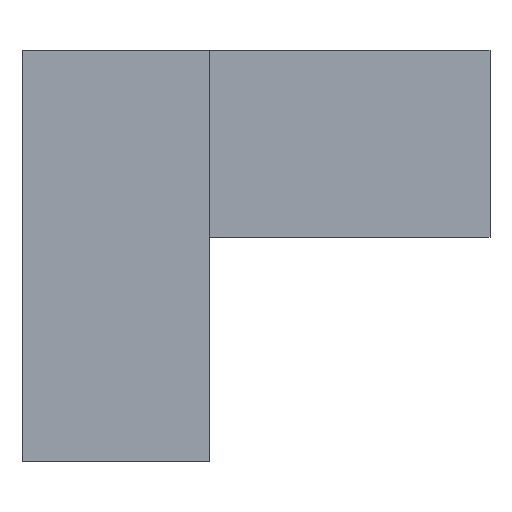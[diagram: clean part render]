
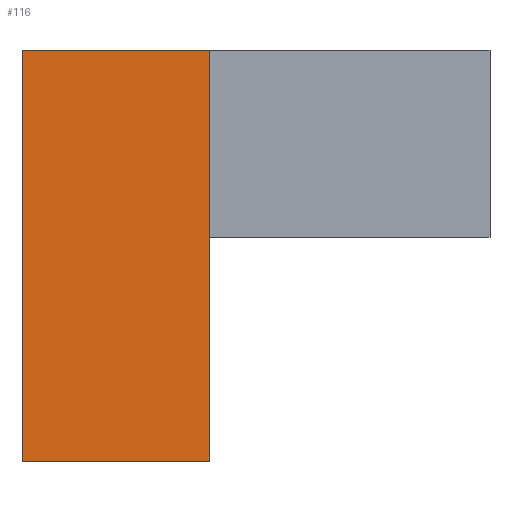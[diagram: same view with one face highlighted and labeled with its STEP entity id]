
A CAD part, front view. The second image highlights one B-rep face of the part: STEP entity #116.
In plain terms, the highlighted planar face has unit normal (0, -1, 0).
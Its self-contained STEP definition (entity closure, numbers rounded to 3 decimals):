
#116=ADVANCED_FACE('',(#266),#268,.T.);
#266=FACE_BOUND('',#267,.T.);
#267=EDGE_LOOP('',(#386,#387,#388,#389));
#268=PLANE('',#269);
#269=AXIS2_PLACEMENT_3D('',#270,#271,#272);
#270=CARTESIAN_POINT('',(0.,-11.,11.));
#271=DIRECTION('',(0.,-1.,0.));
#272=DIRECTION('',(0.,0.,-1.));
#386=ORIENTED_EDGE('',*,*,#460,.T.);
#387=ORIENTED_EDGE('',*,*,#454,.T.);
#388=ORIENTED_EDGE('',*,*,#438,.F.);
#389=ORIENTED_EDGE('',*,*,#458,.F.);
#438=EDGE_CURVE('',#482,#484,#485,.T.);
#454=EDGE_CURVE('',#511,#484,#512,.T.);
#458=EDGE_CURVE('',#517,#482,#519,.T.);
#460=EDGE_CURVE('',#517,#511,#521,.T.);
#482=VERTEX_POINT('',#556);
#484=VERTEX_POINT('',#560);
#485=LINE('',#561,#562);
#511=VERTEX_POINT('',#620);
#512=LINE('',#621,#622);
#517=VERTEX_POINT('',#632);
#519=LINE('',#636,#637);
#521=LINE('',#642,#643);
#556=CARTESIAN_POINT('',(10.,-11.,11.));
#560=CARTESIAN_POINT('',(10.,-11.,-11.));
#561=CARTESIAN_POINT('',(10.,-11.,11.));
#562=VECTOR('',#563,1.);
#563=DIRECTION('',(0.,0.,-1.));
#620=CARTESIAN_POINT('',(0.,-11.,-11.));
#621=CARTESIAN_POINT('',(0.,-11.,-11.));
#622=VECTOR('',#623,1.);
#623=DIRECTION('',(1.,0.,0.));
#632=CARTESIAN_POINT('',(0.,-11.,11.));
#636=CARTESIAN_POINT('',(0.,-11.,11.));
#637=VECTOR('',#638,1.);
#638=DIRECTION('',(1.,0.,0.));
#642=CARTESIAN_POINT('',(0.,-11.,11.));
#643=VECTOR('',#644,1.);
#644=DIRECTION('',(0.,0.,-1.));
